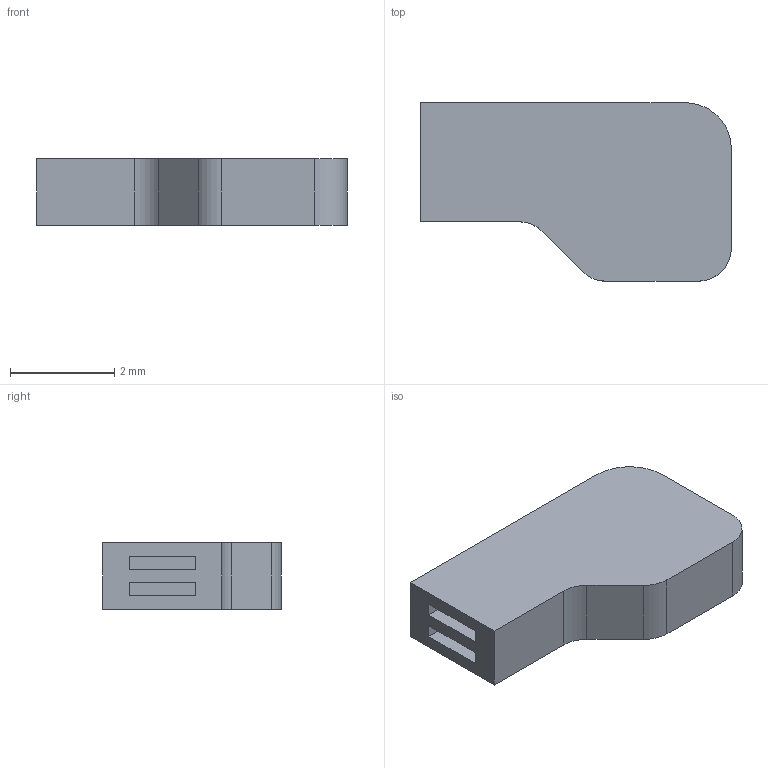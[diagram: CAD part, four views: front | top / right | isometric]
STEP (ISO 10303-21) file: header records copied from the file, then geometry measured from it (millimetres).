
FILE_DESCRIPTION(/* description */ (''),/* implementation_level */ '2;1');
FILE_NAME(/* name */ 'gLOW_rED.stp',/* time_stamp */ '2022-02-04T09:53:32+05:00',/* author */ ('joshw'),/* organization */ (''),/* preprocessor_version */ 'ST-DEVELOPER v18.1',/* originating_system */ 'Autodesk Inventor 2022',/* authorisation */ '');
FILE_SCHEMA (('AUTOMOTIVE_DESIGN { 1 0 10303 214 3 1 1 }'));
Length unit declared in the file: inch
Products named in the file (1): gLOW_rED
Bounding box: 5.97 x 3.43 x 1.27 mm (x, y, z)
Volume: 18.9 mm3; surface area: 83.4 mm2
Topology: 1 solids, 1 shells, 22 faces, 54 edges, 36 vertices
Faces by surface type: plane 18, cylinder 4
Entity records: 700 total; most frequent: CARTESIAN_POINT 114, ORIENTED_EDGE 108, DIRECTION 108, EDGE_CURVE 54, LINE 46, VECTOR 46, VERTEX_POINT 36, AXIS2_PLACEMENT_3D 31
